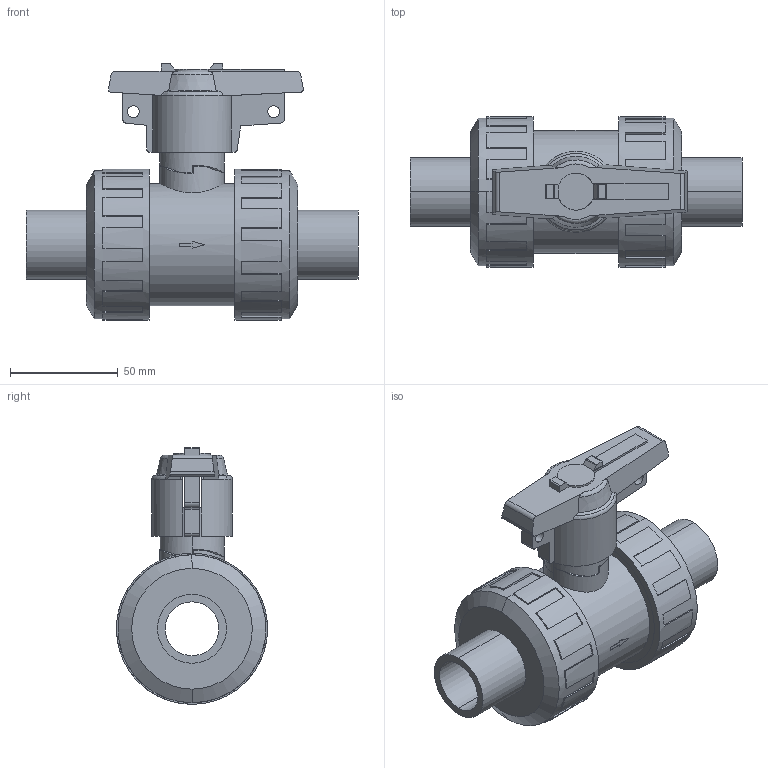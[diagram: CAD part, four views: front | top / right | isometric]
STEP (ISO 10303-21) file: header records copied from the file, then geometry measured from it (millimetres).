
FILE_DESCRIPTION(('STEP AP214'),'1');
FILE_NAME('cctmp_B422709B-4C9A-4F54-90B6-584B4ECE6683_2021_10_21_14_35_12_0950..stp','2021-10-21T12:35:13',('Praher Valves GmbH'),('CADClick - www.CADClick.com'),'Spatial InterOp 3D',' ','unknown authorization');
FILE_SCHEMA(('AUTOMOTIVE_DESIGN'));
Length unit declared in the file: millimetre
Products named in the file (1): 129505
Bounding box: 154 x 70 x 118.93 mm (x, y, z)
Volume: 347907.9 mm3; surface area: 89401.8 mm2
Topology: 1 solids, 1 shells, 309 faces, 862 edges, 569 vertices
Faces by surface type: plane 223, cylinder 64, cone 16, torus 6
Entity records: 12853 total; most frequent: CARTESIAN_POINT 2222, DIRECTION 1729, ORIENTED_EDGE 1724, EDGE_CURVE 862, AXIS2_PLACEMENT_3D 604, VERTEX_POINT 569, LINE 521, VECTOR 521
